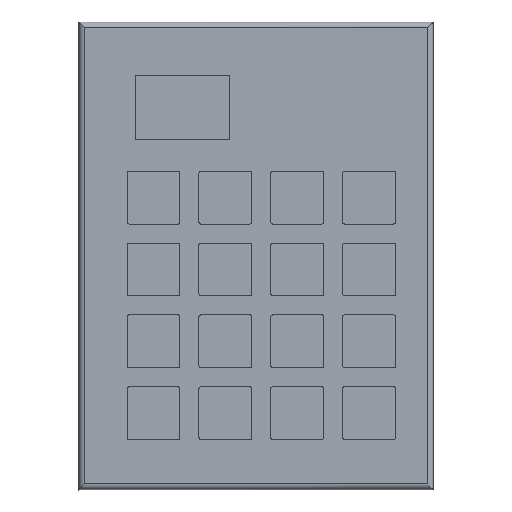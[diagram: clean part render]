
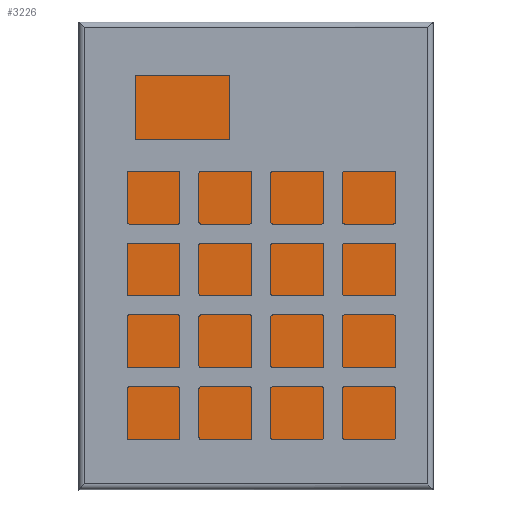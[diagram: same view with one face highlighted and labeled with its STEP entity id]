
A CAD part, top view. The second image highlights one B-rep face of the part: STEP entity #3226.
In plain terms, the highlighted planar face has unit normal (0, 0, 1).
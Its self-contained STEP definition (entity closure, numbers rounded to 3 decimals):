
#24=FACE_BOUND('',#496,.T.);
#25=FACE_BOUND('',#497,.T.);
#26=FACE_BOUND('',#498,.T.);
#27=FACE_BOUND('',#499,.T.);
#74=CIRCLE('',#3421,1.5);
#75=CIRCLE('',#3423,1.5);
#76=CIRCLE('',#3428,1.5);
#77=CIRCLE('',#3430,1.5);
#219=PLANE('',#3429);
#319=FACE_OUTER_BOUND('',#495,.T.);
#495=EDGE_LOOP('',(#2274,#2275,#2276,#2277));
#496=EDGE_LOOP('',(#2278));
#497=EDGE_LOOP('',(#2279));
#498=EDGE_LOOP('',(#2280));
#499=EDGE_LOOP('',(#2281));
#715=LINE('',#4778,#1047);
#728=LINE('',#4807,#1060);
#729=LINE('',#4810,#1061);
#732=LINE('',#4817,#1064);
#1047=VECTOR('',#3802,10.);
#1060=VECTOR('',#3831,10.);
#1061=VECTOR('',#3834,10.);
#1064=VECTOR('',#3843,10.);
#1381=VERTEX_POINT('',#4776);
#1382=VERTEX_POINT('',#4777);
#1386=VERTEX_POINT('',#4791);
#1387=VERTEX_POINT('',#4795);
#1390=VERTEX_POINT('',#4805);
#1391=VERTEX_POINT('',#4809);
#1392=VERTEX_POINT('',#4813);
#1393=VERTEX_POINT('',#4818);
#1715=EDGE_CURVE('',#1381,#1382,#715,.T.);
#1722=EDGE_CURVE('',#1386,#1386,#74,.T.);
#1724=EDGE_CURVE('',#1387,#1387,#75,.T.);
#1730=EDGE_CURVE('',#1382,#1390,#728,.T.);
#1731=EDGE_CURVE('',#1390,#1391,#729,.T.);
#1733=EDGE_CURVE('',#1392,#1392,#76,.T.);
#1735=EDGE_CURVE('',#1391,#1381,#732,.T.);
#1736=EDGE_CURVE('',#1393,#1393,#77,.T.);
#2274=ORIENTED_EDGE('',*,*,#1735,.T.);
#2275=ORIENTED_EDGE('',*,*,#1715,.T.);
#2276=ORIENTED_EDGE('',*,*,#1730,.T.);
#2277=ORIENTED_EDGE('',*,*,#1731,.T.);
#2278=ORIENTED_EDGE('',*,*,#1736,.T.);
#2279=ORIENTED_EDGE('',*,*,#1733,.T.);
#2280=ORIENTED_EDGE('',*,*,#1722,.T.);
#2281=ORIENTED_EDGE('',*,*,#1724,.T.);
#3226=ADVANCED_FACE('',(#319,#24,#25,#26,#27),#219,.T.);
#3421=AXIS2_PLACEMENT_3D('',#4792,#3815,#3816);
#3423=AXIS2_PLACEMENT_3D('',#4796,#3820,#3821);
#3428=AXIS2_PLACEMENT_3D('',#4814,#3838,#3839);
#3429=AXIS2_PLACEMENT_3D('',#4816,#3841,#3842);
#3430=AXIS2_PLACEMENT_3D('',#4819,#3844,#3845);
#3802=DIRECTION('',(-1.,0.,0.));
#3815=DIRECTION('center_axis',(0.,0.,-1.));
#3816=DIRECTION('ref_axis',(1.,0.,0.));
#3820=DIRECTION('center_axis',(0.,0.,-1.));
#3821=DIRECTION('ref_axis',(1.,0.,0.));
#3831=DIRECTION('',(0.,-1.,0.));
#3834=DIRECTION('',(1.,0.,0.));
#3838=DIRECTION('center_axis',(0.,0.,-1.));
#3839=DIRECTION('ref_axis',(1.,0.,0.));
#3841=DIRECTION('center_axis',(0.,0.,1.));
#3842=DIRECTION('ref_axis',(1.,0.,0.));
#3843=DIRECTION('',(0.,1.,0.));
#3844=DIRECTION('center_axis',(0.,0.,-1.));
#3845=DIRECTION('ref_axis',(1.,0.,0.));
#4776=CARTESIAN_POINT('',(84.,114.,3.));
#4777=CARTESIAN_POINT('',(0.,114.,3.));
#4778=CARTESIAN_POINT('',(20.99,114.,3.));
#4791=CARTESIAN_POINT('',(77.5,5.,3.));
#4792=CARTESIAN_POINT('Origin',(79.,5.,3.));
#4795=CARTESIAN_POINT('',(3.5,5.,3.));
#4796=CARTESIAN_POINT('Origin',(5.,5.,3.));
#4805=CARTESIAN_POINT('',(0.,0.,3.));
#4807=CARTESIAN_POINT('',(0.,28.52,3.));
#4809=CARTESIAN_POINT('',(84.,0.,3.));
#4810=CARTESIAN_POINT('',(62.99,0.,3.));
#4813=CARTESIAN_POINT('',(3.5,109.,3.));
#4814=CARTESIAN_POINT('Origin',(5.,109.,3.));
#4816=CARTESIAN_POINT('Origin',(41.98,57.04,3.));
#4817=CARTESIAN_POINT('',(84.,85.52,3.));
#4818=CARTESIAN_POINT('',(77.5,109.,3.));
#4819=CARTESIAN_POINT('Origin',(79.,109.,3.));
